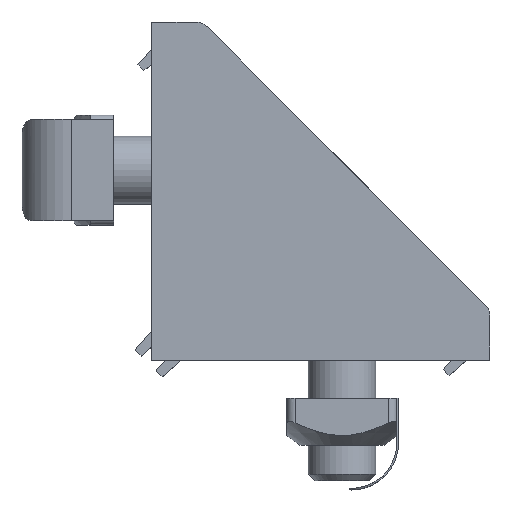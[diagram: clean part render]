
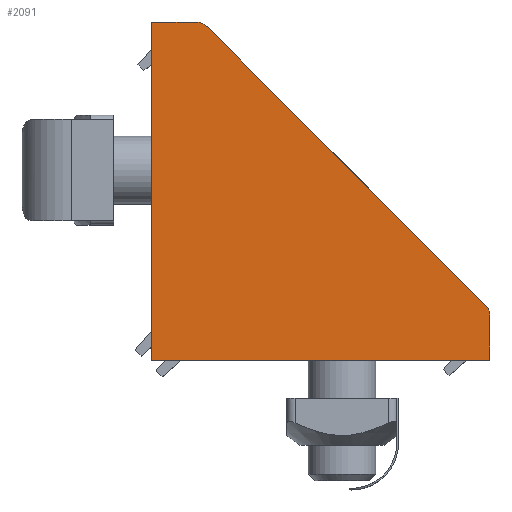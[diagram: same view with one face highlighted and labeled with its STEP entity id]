
A CAD part, top view. The second image highlights one B-rep face of the part: STEP entity #2091.
In plain terms, the highlighted planar face has unit normal (0, 0, 1).
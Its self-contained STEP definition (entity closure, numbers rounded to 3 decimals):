
#142=PLANE('',#2335);
#238=FACE_OUTER_BOUND('',#360,.T.);
#360=EDGE_LOOP('',(#1794,#1795,#1796,#1797,#1798,#1799,#1800));
#477=LINE('',#3157,#688);
#555=LINE('',#3386,#766);
#560=LINE('',#3396,#771);
#562=LINE('',#3403,#773);
#564=LINE('',#3406,#775);
#688=VECTOR('',#2558,10.);
#766=VECTOR('',#2782,10.);
#771=VECTOR('',#2793,10.);
#773=VECTOR('',#2801,10.);
#775=VECTOR('',#2805,10.);
#861=CIRCLE('',#2325,2.);
#863=CIRCLE('',#2332,2.);
#941=VERTEX_POINT('',#3154);
#942=VERTEX_POINT('',#3156);
#1017=VERTEX_POINT('',#3375);
#1018=VERTEX_POINT('',#3377);
#1020=VERTEX_POINT('',#3385);
#1023=VERTEX_POINT('',#3398);
#1024=VERTEX_POINT('',#3402);
#1169=EDGE_CURVE('',#941,#942,#477,.T.);
#1279=EDGE_CURVE('',#1017,#1018,#861,.T.);
#1283=EDGE_CURVE('',#1018,#1020,#555,.T.);
#1289=EDGE_CURVE('',#942,#1017,#560,.T.);
#1290=EDGE_CURVE('',#1020,#1023,#863,.T.);
#1292=EDGE_CURVE('',#1023,#1024,#562,.T.);
#1294=EDGE_CURVE('',#1024,#941,#564,.T.);
#1794=ORIENTED_EDGE('',*,*,#1289,.F.);
#1795=ORIENTED_EDGE('',*,*,#1169,.F.);
#1796=ORIENTED_EDGE('',*,*,#1294,.F.);
#1797=ORIENTED_EDGE('',*,*,#1292,.F.);
#1798=ORIENTED_EDGE('',*,*,#1290,.F.);
#1799=ORIENTED_EDGE('',*,*,#1283,.F.);
#1800=ORIENTED_EDGE('',*,*,#1279,.F.);
#2091=ADVANCED_FACE('',(#238),#142,.T.);
#2325=AXIS2_PLACEMENT_3D('',#3378,#2773,#2774);
#2332=AXIS2_PLACEMENT_3D('',#3399,#2796,#2797);
#2335=AXIS2_PLACEMENT_3D('',#3407,#2806,#2807);
#2558=DIRECTION('',(0.,1.,0.));
#2773=DIRECTION('center_axis',(0.,0.,-1.));
#2774=DIRECTION('ref_axis',(0.707,0.707,0.));
#2782=DIRECTION('',(0.707,-0.707,0.));
#2793=DIRECTION('',(1.,0.,0.));
#2796=DIRECTION('center_axis',(0.,0.,-1.));
#2797=DIRECTION('ref_axis',(1.,0.,0.));
#2801=DIRECTION('',(0.,-1.,0.));
#2805=DIRECTION('',(-1.,0.,0.));
#2806=DIRECTION('center_axis',(0.,0.,1.));
#2807=DIRECTION('ref_axis',(1.,0.,0.));
#3154=CARTESIAN_POINT('',(-20.,-20.,12.5));
#3156=CARTESIAN_POINT('',(-20.,20.,12.5));
#3157=CARTESIAN_POINT('',(-20.,20.,12.5));
#3375=CARTESIAN_POINT('',(-14.828,20.,12.5));
#3377=CARTESIAN_POINT('',(-13.414,19.415,12.5));
#3378=CARTESIAN_POINT('Origin',(-14.828,18.,12.5));
#3385=CARTESIAN_POINT('',(19.414,-13.385,12.5));
#3386=CARTESIAN_POINT('',(19.414,-13.385,12.5));
#3396=CARTESIAN_POINT('',(-14.828,20.,12.5));
#3398=CARTESIAN_POINT('',(20.,-14.8,12.5));
#3399=CARTESIAN_POINT('Origin',(18.,-14.8,12.5));
#3402=CARTESIAN_POINT('',(20.,-20.,12.5));
#3403=CARTESIAN_POINT('',(20.,-20.,12.5));
#3406=CARTESIAN_POINT('',(-20.,-20.,12.5));
#3407=CARTESIAN_POINT('Origin',(-4.559,-4.561,12.5));
